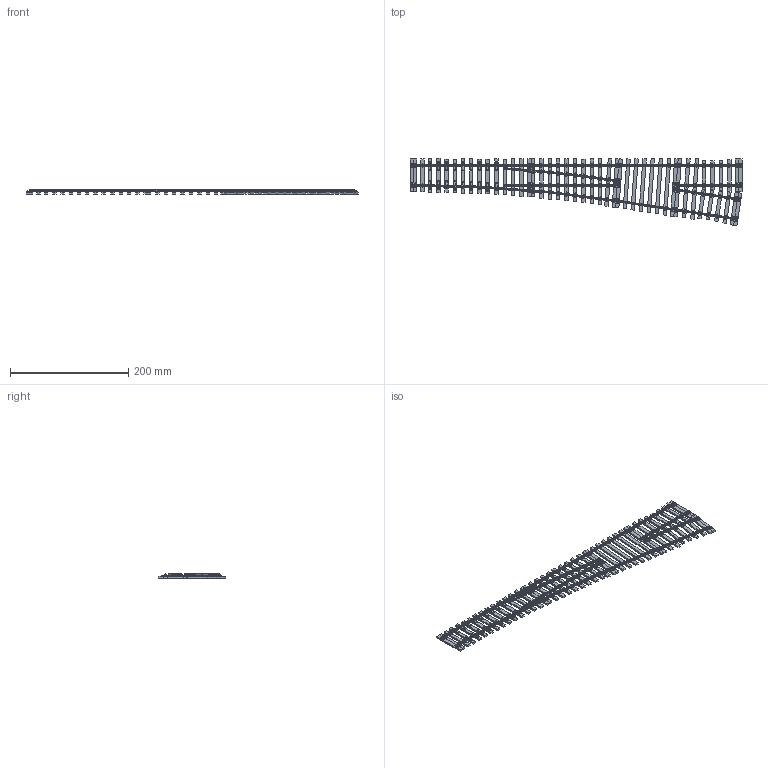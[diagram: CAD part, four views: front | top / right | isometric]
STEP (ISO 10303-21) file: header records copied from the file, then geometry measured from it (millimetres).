
FILE_DESCRIPTION(/* description */ (''),/* implementation_level */ '2;1');
FILE_NAME(/* name */ 'EW_100_1_6_6_Spur_0_v81.step',/* time_stamp */ '2021-12-29T21:02:24+01:00',/* author */ (''),/* organization */ (''),/* preprocessor_version */ 'ST-DEVELOPER v18.1',/* originating_system */ 'Autodesk Translation Framework v10.10.0.1391',/* authorisation */ '');
FILE_SCHEMA (('AUTOMOTIVE_DESIGN { 1 0 10303 214 3 1 1 }'));
Length unit declared in the file: millimetre
Products named in the file (15): EW_100_1_6_6_Spur_0; Schwellen; Backenschiene_Stammgleis; Backenschiene_Abzweig; Innenschiene_Stammgleis; Innenschiene_Abzweig; Rippenplatte_Rp18; Federzunge_Stammgleis; Federzunge_Abzweig; Rippenplatte_Rp18a; Rippenplatte_Rp18b; Rippenplatte_Rpg21; Rippenplatte_Rpg22; Rippenplatte_Glp17; Rippenplatte_Glp18
Assembly tree (43 placements, depth 2):
  EW_100_1_6_6_Spur_0
    Schwellen
    Backenschiene_Stammgleis
    Backenschiene_Abzweig
    Innenschiene_Stammgleis
    Innenschiene_Abzweig
    Rippenplatte_Rp18  x14
    Federzunge_Stammgleis
    Federzunge_Abzweig
    Rippenplatte_Rp18a  x2
    Rippenplatte_Rp18b  x2
    Rippenplatte_Rpg21  x5
    Rippenplatte_Rpg22  x9
    Rippenplatte_Glp17  x2
    Rippenplatte_Glp18  x2
Bounding box: 561.29 x 114.03 x 7.15 mm (x, y, z)
Volume: 68023.4 mm3; surface area: 97101 mm2
Topology: 92 solids, 92 shells, 5074 faces, 12299 edges, 8146 vertices
Faces by surface type: plane 4286, cylinder 676, cone 112
Full cylindrical faces by diameter (mm): 1 x309, 1.5 x344
Entity records: 43679 total; most frequent: CARTESIAN_POINT 7364, DIRECTION 7199, ORIENTED_EDGE 7050, EDGE_CURVE 3525, LINE 2853, VECTOR 2853, VERTEX_POINT 2338, AXIS2_PLACEMENT_3D 2173
